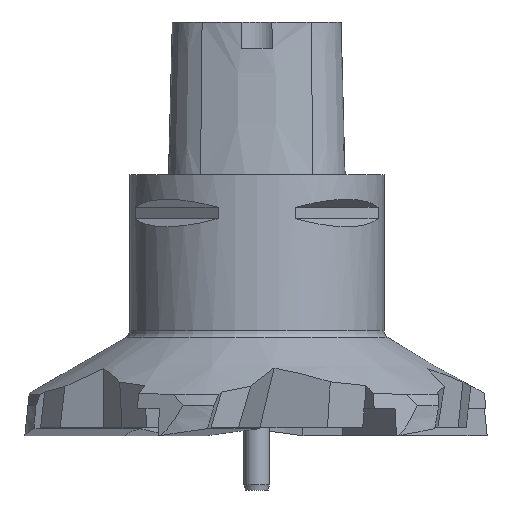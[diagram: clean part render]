
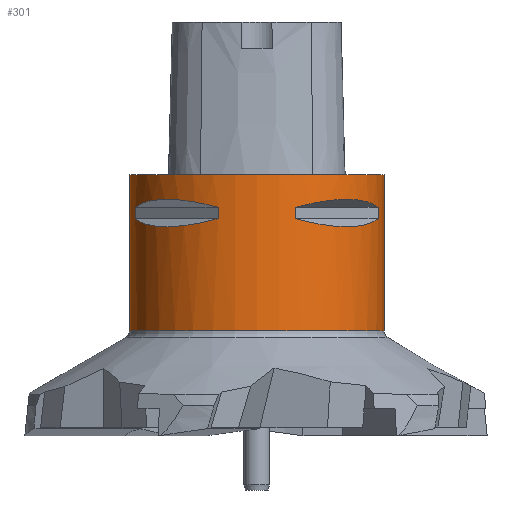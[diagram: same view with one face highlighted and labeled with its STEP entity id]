
A CAD part, front view. The second image highlights one B-rep face of the part: STEP entity #301.
In plain terms, the highlighted cylindrical face has radius 40 mm (diameter 80 mm), a full revolution.
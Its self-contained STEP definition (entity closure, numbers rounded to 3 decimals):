
#301=ADVANCED_FACE('',(#472,#473,#474,#475,#476,#477),#415,.T.);
#415=CYLINDRICAL_SURFACE('',#2204,40.);
#425=CIRCLE('',#2198,40.);
#426=CIRCLE('',#2203,40.);
#472=FACE_BOUND('',#492,.T.);
#473=FACE_BOUND('',#493,.T.);
#474=FACE_BOUND('',#494,.T.);
#475=FACE_BOUND('',#495,.T.);
#476=FACE_BOUND('',#496,.T.);
#477=FACE_BOUND('',#497,.T.);
#492=EDGE_LOOP('',(#656,#657,#658,#659));
#493=EDGE_LOOP('',(#660,#661,#662,#663));
#494=EDGE_LOOP('',(#664));
#495=EDGE_LOOP('',(#665,#666,#667,#668));
#496=EDGE_LOOP('',(#669,#670,#671,#672));
#497=EDGE_LOOP('',(#673));
#618=ELLIPSE('',#2194,46.188,40.);
#619=ELLIPSE('',#2195,46.188,40.);
#620=ELLIPSE('',#2196,46.188,40.);
#621=ELLIPSE('',#2197,46.188,40.);
#622=ELLIPSE('',#2199,46.188,40.);
#623=ELLIPSE('',#2200,46.188,40.);
#624=ELLIPSE('',#2201,46.188,40.);
#625=ELLIPSE('',#2202,46.188,40.);
#656=ORIENTED_EDGE('',*,*,#1477,.T.);
#657=ORIENTED_EDGE('',*,*,#1478,.T.);
#658=ORIENTED_EDGE('',*,*,#1479,.T.);
#659=ORIENTED_EDGE('',*,*,#1480,.T.);
#660=ORIENTED_EDGE('',*,*,#1481,.T.);
#661=ORIENTED_EDGE('',*,*,#1482,.T.);
#662=ORIENTED_EDGE('',*,*,#1483,.T.);
#663=ORIENTED_EDGE('',*,*,#1484,.T.);
#664=ORIENTED_EDGE('',*,*,#1485,.T.);
#665=ORIENTED_EDGE('',*,*,#1486,.T.);
#666=ORIENTED_EDGE('',*,*,#1487,.T.);
#667=ORIENTED_EDGE('',*,*,#1488,.T.);
#668=ORIENTED_EDGE('',*,*,#1489,.T.);
#669=ORIENTED_EDGE('',*,*,#1490,.T.);
#670=ORIENTED_EDGE('',*,*,#1491,.T.);
#671=ORIENTED_EDGE('',*,*,#1492,.T.);
#672=ORIENTED_EDGE('',*,*,#1493,.T.);
#673=ORIENTED_EDGE('',*,*,#1494,.T.);
#1270=VERTEX_POINT('',#2993);
#1271=VERTEX_POINT('',#2994);
#1272=VERTEX_POINT('',#2996);
#1273=VERTEX_POINT('',#2998);
#1274=VERTEX_POINT('',#3001);
#1275=VERTEX_POINT('',#3002);
#1276=VERTEX_POINT('',#3004);
#1277=VERTEX_POINT('',#3006);
#1278=VERTEX_POINT('',#3009);
#1279=VERTEX_POINT('',#3011);
#1280=VERTEX_POINT('',#3012);
#1281=VERTEX_POINT('',#3014);
#1282=VERTEX_POINT('',#3016);
#1283=VERTEX_POINT('',#3019);
#1284=VERTEX_POINT('',#3020);
#1285=VERTEX_POINT('',#3022);
#1286=VERTEX_POINT('',#3024);
#1287=VERTEX_POINT('',#3027);
#1477=EDGE_CURVE('',#1270,#1271,#1784,.T.);
#1478=EDGE_CURVE('',#1271,#1272,#618,.T.);
#1479=EDGE_CURVE('',#1272,#1273,#1785,.T.);
#1480=EDGE_CURVE('',#1273,#1270,#619,.T.);
#1481=EDGE_CURVE('',#1274,#1275,#1786,.T.);
#1482=EDGE_CURVE('',#1275,#1276,#620,.T.);
#1483=EDGE_CURVE('',#1276,#1277,#1787,.T.);
#1484=EDGE_CURVE('',#1277,#1274,#621,.T.);
#1485=EDGE_CURVE('',#1278,#1278,#425,.T.);
#1486=EDGE_CURVE('',#1279,#1280,#1788,.T.);
#1487=EDGE_CURVE('',#1280,#1281,#622,.T.);
#1488=EDGE_CURVE('',#1281,#1282,#1789,.T.);
#1489=EDGE_CURVE('',#1282,#1279,#623,.T.);
#1490=EDGE_CURVE('',#1283,#1284,#1790,.T.);
#1491=EDGE_CURVE('',#1284,#1285,#624,.T.);
#1492=EDGE_CURVE('',#1285,#1286,#1791,.T.);
#1493=EDGE_CURVE('',#1286,#1283,#625,.T.);
#1494=EDGE_CURVE('',#1287,#1287,#426,.T.);
#1784=LINE('',#2992,#1950);
#1785=LINE('',#2997,#1951);
#1786=LINE('',#3000,#1952);
#1787=LINE('',#3005,#1953);
#1788=LINE('',#3010,#1954);
#1789=LINE('',#3015,#1955);
#1790=LINE('',#3018,#1956);
#1791=LINE('',#3023,#1957);
#1950=VECTOR('',#2411,1.);
#1951=VECTOR('',#2414,1.);
#1952=VECTOR('',#2417,1.);
#1953=VECTOR('',#2420,1.);
#1954=VECTOR('',#2425,1.);
#1955=VECTOR('',#2428,1.);
#1956=VECTOR('',#2431,1.);
#1957=VECTOR('',#2434,1.);
#2194=AXIS2_PLACEMENT_3D('',#2995,#2412,#2413);
#2195=AXIS2_PLACEMENT_3D('',#2999,#2415,#2416);
#2196=AXIS2_PLACEMENT_3D('',#3003,#2418,#2419);
#2197=AXIS2_PLACEMENT_3D('',#3007,#2421,#2422);
#2198=AXIS2_PLACEMENT_3D('',#3008,#2423,#2424);
#2199=AXIS2_PLACEMENT_3D('',#3013,#2426,#2427);
#2200=AXIS2_PLACEMENT_3D('',#3017,#2429,#2430);
#2201=AXIS2_PLACEMENT_3D('',#3021,#2432,#2433);
#2202=AXIS2_PLACEMENT_3D('',#3025,#2435,#2436);
#2203=AXIS2_PLACEMENT_3D('',#3026,#2437,#2438);
#2204=AXIS2_PLACEMENT_3D('',#3028,#2439,#2440);
#2411=DIRECTION('',(0.,0.,1.));
#2412=DIRECTION('',(-0.354,0.354,0.866));
#2413=DIRECTION('',(-0.612,0.612,-0.5));
#2414=DIRECTION('',(0.,0.,-1.));
#2415=DIRECTION('',(-0.354,0.354,-0.866));
#2416=DIRECTION('',(0.612,-0.612,-0.5));
#2417=DIRECTION('',(0.,0.,1.));
#2418=DIRECTION('',(0.354,-0.354,0.866));
#2419=DIRECTION('',(0.612,-0.612,-0.5));
#2420=DIRECTION('',(0.,0.,-1.));
#2421=DIRECTION('',(0.354,-0.354,-0.866));
#2422=DIRECTION('',(-0.612,0.612,-0.5));
#2423=DIRECTION('',(0.,0.,-1.));
#2424=DIRECTION('',(-1.,0.,0.));
#2425=DIRECTION('',(0.,0.,1.));
#2426=DIRECTION('',(0.354,0.354,0.866));
#2427=DIRECTION('',(0.612,0.612,-0.5));
#2428=DIRECTION('',(0.,0.,-1.));
#2429=DIRECTION('',(0.354,0.354,-0.866));
#2430=DIRECTION('',(-0.612,-0.612,-0.5));
#2431=DIRECTION('',(0.,0.,1.));
#2432=DIRECTION('',(-0.354,-0.354,0.866));
#2433=DIRECTION('',(-0.612,-0.612,-0.5));
#2434=DIRECTION('',(0.,0.,-1.));
#2435=DIRECTION('',(-0.354,-0.354,-0.866));
#2436=DIRECTION('',(0.612,0.612,-0.5));
#2437=DIRECTION('',(0.,0.,1.));
#2438=DIRECTION('',(1.,0.,0.));
#2439=DIRECTION('',(0.,0.,1.));
#2440=DIRECTION('',(1.,0.,0.));
#2992=CARTESIAN_POINT('',(12.133,-38.115,0.));
#2993=CARTESIAN_POINT('',(12.133,-38.115,-13.75));
#2994=CARTESIAN_POINT('',(12.133,-38.115,-10.25));
#2995=CARTESIAN_POINT('',(0.,0.,-30.764));
#2996=CARTESIAN_POINT('',(38.115,-12.133,-10.25));
#2997=CARTESIAN_POINT('',(38.115,-12.133,0.));
#2998=CARTESIAN_POINT('',(38.115,-12.133,-13.75));
#2999=CARTESIAN_POINT('',(0.,0.,6.764));
#3000=CARTESIAN_POINT('',(-12.133,38.115,0.));
#3001=CARTESIAN_POINT('',(-12.133,38.115,-13.75));
#3002=CARTESIAN_POINT('',(-12.133,38.115,-10.25));
#3003=CARTESIAN_POINT('',(0.,0.,-30.764));
#3004=CARTESIAN_POINT('',(-38.115,12.133,-10.25));
#3005=CARTESIAN_POINT('',(-38.115,12.133,0.));
#3006=CARTESIAN_POINT('',(-38.115,12.133,-13.75));
#3007=CARTESIAN_POINT('',(0.,0.,6.764));
#3008=CARTESIAN_POINT('',(0.,0.,0.));
#3009=CARTESIAN_POINT('',(-40.,0.,0.));
#3010=CARTESIAN_POINT('',(-38.115,-12.133,0.));
#3011=CARTESIAN_POINT('',(-38.115,-12.133,-13.75));
#3012=CARTESIAN_POINT('',(-38.115,-12.133,-10.25));
#3013=CARTESIAN_POINT('',(0.,0.,-30.764));
#3014=CARTESIAN_POINT('',(-12.133,-38.115,-10.25));
#3015=CARTESIAN_POINT('',(-12.133,-38.115,0.));
#3016=CARTESIAN_POINT('',(-12.133,-38.115,-13.75));
#3017=CARTESIAN_POINT('',(0.,0.,6.764));
#3018=CARTESIAN_POINT('',(38.115,12.133,0.));
#3019=CARTESIAN_POINT('',(38.115,12.133,-13.75));
#3020=CARTESIAN_POINT('',(38.115,12.133,-10.25));
#3021=CARTESIAN_POINT('',(0.,0.,-30.764));
#3022=CARTESIAN_POINT('',(12.133,38.115,-10.25));
#3023=CARTESIAN_POINT('',(12.133,38.115,0.));
#3024=CARTESIAN_POINT('',(12.133,38.115,-13.75));
#3025=CARTESIAN_POINT('',(0.,0.,6.764));
#3026=CARTESIAN_POINT('',(0.,0.,-49.017));
#3027=CARTESIAN_POINT('',(40.,0.,-49.017));
#3028=CARTESIAN_POINT('',(0.,0.,26.));
